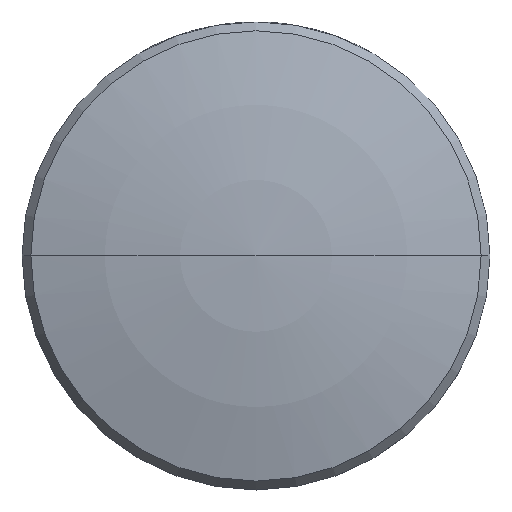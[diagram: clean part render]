
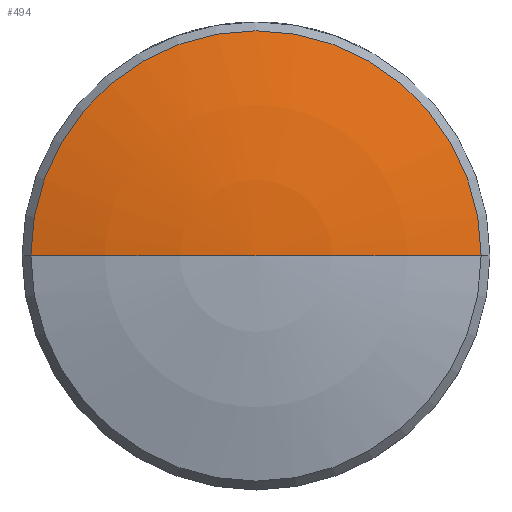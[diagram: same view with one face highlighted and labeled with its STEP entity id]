
A CAD part, top view. The second image highlights one B-rep face of the part: STEP entity #494.
In plain terms, the highlighted toroidal (fillet/blend) face has major radius 0.014 mm and minor radius 23 mm.
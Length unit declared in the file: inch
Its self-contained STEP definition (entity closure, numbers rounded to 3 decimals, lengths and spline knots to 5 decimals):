
#32 = DIRECTION ( 'NONE',  ( 0., 0., -1. ) ) ;
#51 = ORIENTED_EDGE ( 'NONE', *, *, #1311, .F. ) ;
#78 = CARTESIAN_POINT ( 'NONE',  ( 0.24059, 0., 0.07351 ) ) ;
#99 = DIRECTION ( 'NONE',  ( 0., 1., 0. ) ) ;
#193 = DIRECTION ( 'NONE',  ( 0., -1., 0. ) ) ;
#249 = CIRCLE ( 'NONE', #529, 0.90551 ) ;
#330 = EDGE_LOOP ( 'NONE', ( #51, #1131, #347 ) ) ;
#347 = ORIENTED_EDGE ( 'NONE', *, *, #1740, .T. ) ;
#388 = DIRECTION ( 'NONE',  ( -1., 0., 0. ) ) ;
#392 = TOROIDAL_SURFACE ( 'NONE', #1572, 0.00054, 0.90551 ) ;
#494 = ADVANCED_FACE ( 'NONE', ( #844 ), #392, .T. ) ;
#529 = AXIS2_PLACEMENT_3D ( 'NONE', #1560, #193, #715 ) ;
#654 = CIRCLE ( 'NONE', #1545, 0.24059 ) ;
#674 = VERTEX_POINT ( 'NONE', #1769 ) ;
#676 = EDGE_CURVE ( 'NONE', #674, #913, #1374, .T. ) ;
#715 = DIRECTION ( 'NONE',  ( 0., 0., -1. ) ) ;
#730 = CARTESIAN_POINT ( 'NONE',  ( -0.24059, 0., 0.07351 ) ) ;
#844 = FACE_OUTER_BOUND ( 'NONE', #330, .T. ) ;
#913 = VERTEX_POINT ( 'NONE', #78 ) ;
#960 = AXIS2_PLACEMENT_3D ( 'NONE', #1097, #99, #1274 ) ;
#1029 = CARTESIAN_POINT ( 'NONE',  ( 0., 0., -0.79961 ) ) ;
#1097 = CARTESIAN_POINT ( 'NONE',  ( 0.00054, 0., -0.79961 ) ) ;
#1131 = ORIENTED_EDGE ( 'NONE', *, *, #676, .T. ) ;
#1251 = VERTEX_POINT ( 'NONE', #730 ) ;
#1274 = DIRECTION ( 'NONE',  ( -1., 0., 0. ) ) ;
#1311 = EDGE_CURVE ( 'NONE', #674, #1251, #249, .T. ) ;
#1351 = DIRECTION ( 'NONE',  ( -1., 0., 0. ) ) ;
#1374 = CIRCLE ( 'NONE', #960, 0.90551 ) ;
#1504 = CARTESIAN_POINT ( 'NONE',  ( 0., 0., 0.07351 ) ) ;
#1545 = AXIS2_PLACEMENT_3D ( 'NONE', #1504, #2033, #388 ) ;
#1560 = CARTESIAN_POINT ( 'NONE',  ( -0.00054, 0., -0.79961 ) ) ;
#1572 = AXIS2_PLACEMENT_3D ( 'NONE', #1029, #32, #1351 ) ;
#1740 = EDGE_CURVE ( 'NONE', #913, #1251, #654, .T. ) ;
#1769 = CARTESIAN_POINT ( 'NONE',  ( 0., 0., 0.10591 ) ) ;
#2033 = DIRECTION ( 'NONE',  ( 0., 0., 1. ) ) ;
